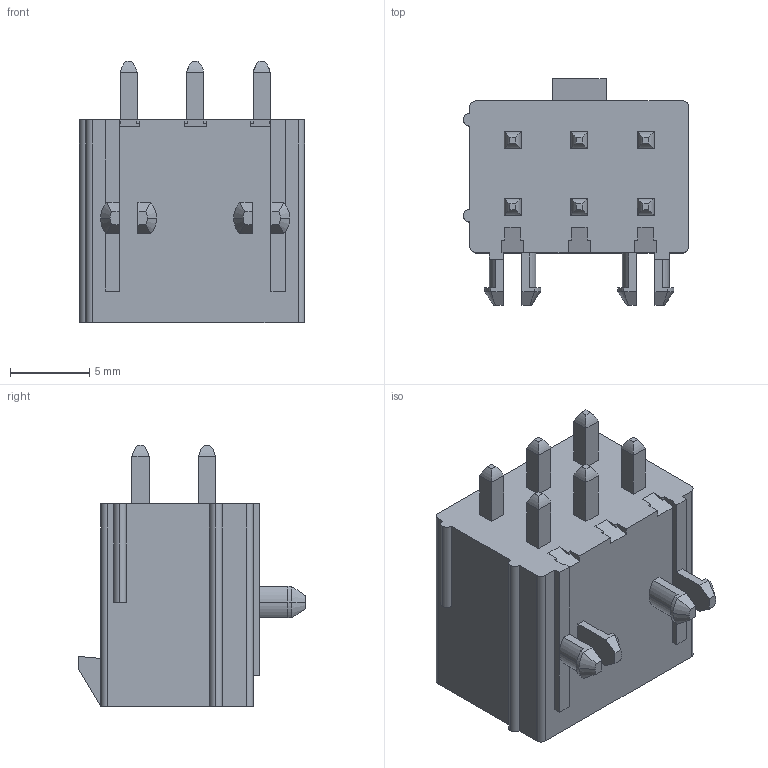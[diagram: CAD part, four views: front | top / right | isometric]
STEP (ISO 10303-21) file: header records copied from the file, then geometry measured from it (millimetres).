
FILE_DESCRIPTION((''),'2;1');
FILE_NAME('457180002','2015-09-03T',('me'),(''),'PRO/ENGINEER BY PARAMETRIC TECHNOLOGY CORPORATION, 2011490','PRO/ENGINEER BY PARAMETRIC TECHNOLOGY CORPORATION, 2011490','');
FILE_SCHEMA(('CONFIG_CONTROL_DESIGN'));
Length unit declared in the file: millimetre
Products named in the file (1): 457180002
Bounding box: 14.2 x 14.3 x 16.5 mm (x, y, z)
Volume: 1738.5 mm3; surface area: 1051.6 mm2
Topology: 1 solids, 1 shells, 196 faces, 508 edges, 328 vertices
Faces by surface type: plane 140, cylinder 48, cone 8
Entity records: 5982 total; most frequent: CARTESIAN_POINT 1166, ORIENTED_EDGE 992, DIRECTION 938, EDGE_CURVE 496, VECTOR 408, LINE 408, VERTEX_POINT 316, AXIS2_PLACEMENT_3D 265
